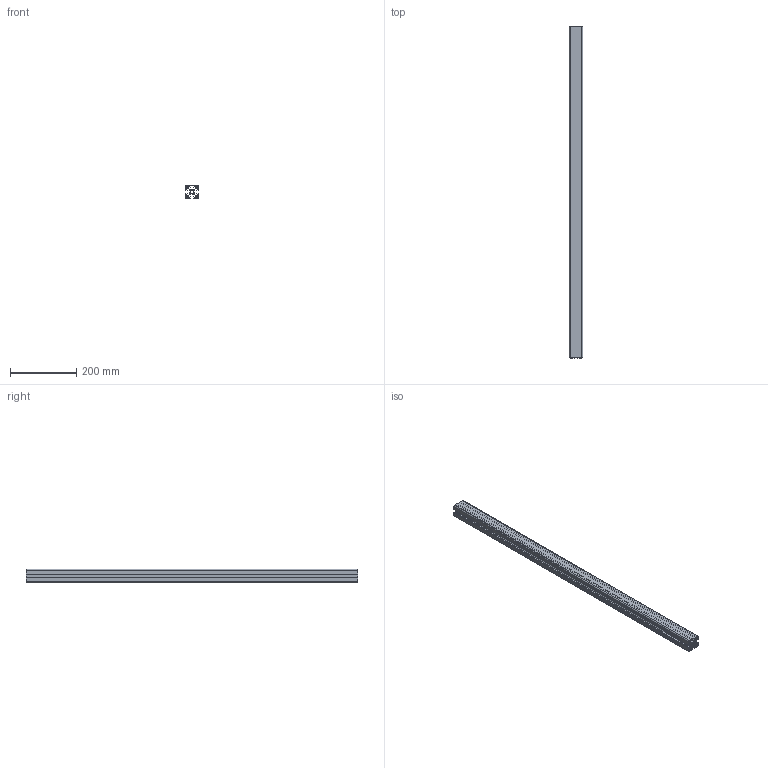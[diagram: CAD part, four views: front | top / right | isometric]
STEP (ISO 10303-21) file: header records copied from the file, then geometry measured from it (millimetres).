
FILE_DESCRIPTION(('STEP AP203'),'1');
FILE_NAME('BASE10B0049.stp','2023-10-13T08:50:29',(' '),(' '),'Spatial InterOp 3D',' ',' ');
FILE_SCHEMA(('CONFIG_CONTROL_DESIGN'));
Length unit declared in the file: millimetre
Products named in the file (1): Profilé 10 40x40 léger 1N
Bounding box: 40 x 1000 x 40 mm (x, y, z)
Volume: 579416.9 mm3; surface area: 529331 mm2
Topology: 1 solids, 1 shells, 130 faces, 384 edges, 256 vertices
Faces by surface type: plane 106, cylinder 24
Entity records: 4442 total; most frequent: CARTESIAN_POINT 771, ORIENTED_EDGE 768, DIRECTION 694, EDGE_CURVE 384, LINE 336, VECTOR 336, VERTEX_POINT 256, AXIS2_PLACEMENT_3D 179
